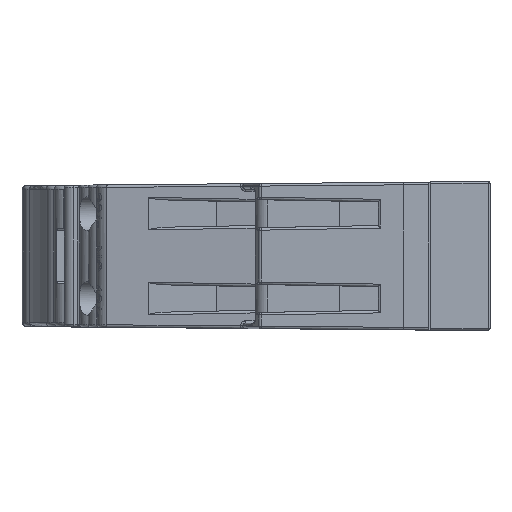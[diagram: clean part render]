
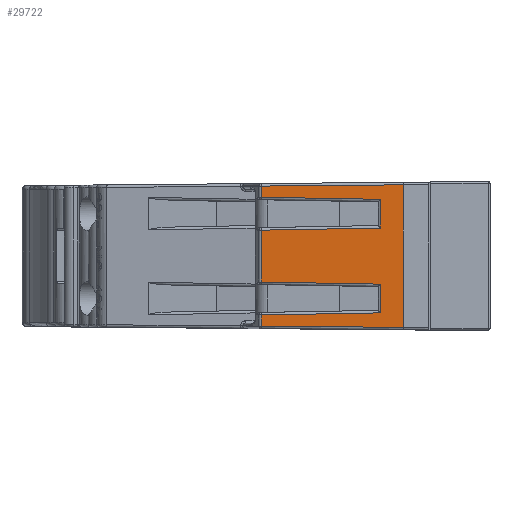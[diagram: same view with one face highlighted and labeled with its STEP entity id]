
A CAD part, left-side view. The second image highlights one B-rep face of the part: STEP entity #29722.
In plain terms, the highlighted planar face has unit normal (-0.998, 0.059, 0).
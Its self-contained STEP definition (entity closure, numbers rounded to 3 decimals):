
#10578 = EDGE_CURVE ( 'NONE', #14634, #14610, #44573, .T. ) ;
#10580 = EDGE_CURVE ( 'NONE', #14631, #14634, #44605, .T. ) ;
#10583 = EDGE_CURVE ( 'NONE', #14629, #14631, #44633, .T. ) ;
#10587 = EDGE_CURVE ( 'NONE', #14627, #14629, #44663, .T. ) ;
#10590 = EDGE_CURVE ( 'NONE', #14625, #14627, #44693, .T. ) ;
#10592 = EDGE_CURVE ( 'NONE', #14623, #14625, #44728, .T. ) ;
#10596 = EDGE_CURVE ( 'NONE', #14621, #14623, #44759, .T. ) ;
#10599 = EDGE_CURVE ( 'NONE', #14618, #14621, #44778, .T. ) ;
#10600 = EDGE_CURVE ( 'NONE', #14616, #14618, #44786, .T. ) ;
#10604 = EDGE_CURVE ( 'NONE', #14614, #14616, #44825, .T. ) ;
#10606 = EDGE_CURVE ( 'NONE', #14603, #14614, #44841, .T. ) ;
#10608 = EDGE_CURVE ( 'NONE', #14610, #14603, #44854, .T. ) ;
#14603 = VERTEX_POINT ( 'NONE', #51358 ) ;
#14610 = VERTEX_POINT ( 'NONE', #51361 ) ;
#14614 = VERTEX_POINT ( 'NONE', #51363 ) ;
#14616 = VERTEX_POINT ( 'NONE', #51364 ) ;
#14618 = VERTEX_POINT ( 'NONE', #51365 ) ;
#14621 = VERTEX_POINT ( 'NONE', #51366 ) ;
#14623 = VERTEX_POINT ( 'NONE', #51367 ) ;
#14625 = VERTEX_POINT ( 'NONE', #51368 ) ;
#14627 = VERTEX_POINT ( 'NONE', #51369 ) ;
#14629 = VERTEX_POINT ( 'NONE', #51370 ) ;
#14631 = VERTEX_POINT ( 'NONE', #51371 ) ;
#14634 = VERTEX_POINT ( 'NONE', #51372 ) ;
#16627 = DIRECTION ( 'NONE',  ( 0., 0., -1. ) ) ;
#16628 = CARTESIAN_POINT ( 'NONE',  ( -44.84, 2.718, 8.75 ) ) ;
#16645 = DIRECTION ( 'NONE',  ( 0.059, 0.998, -0.017 ) ) ;
#16646 = CARTESIAN_POINT ( 'NONE',  ( -44., 16.995, -6.944 ) ) ;
#16659 = DIRECTION ( 'NONE',  ( 0., 0., -1. ) ) ;
#16660 = CARTESIAN_POINT ( 'NONE',  ( -44.013, 16.774, 8.75 ) ) ;
#16673 = DIRECTION ( 'NONE',  ( -0.059, -0.998, -0.009 ) ) ;
#16674 = CARTESIAN_POINT ( 'NONE',  ( -44.991, 0.149, -8.401 ) ) ;
#16697 = DIRECTION ( 'NONE',  ( 0., 0., 1. ) ) ;
#16698 = CARTESIAN_POINT ( 'NONE',  ( -44.999, 0.009, 8.75 ) ) ;
#28142 = AXIS2_PLACEMENT_3D ( 'NONE', #56825, #56830, #56831 ) ;
#28447 = ORIENTED_EDGE ( 'NONE', *, *, #10608, .T. ) ;
#28449 = ORIENTED_EDGE ( 'NONE', *, *, #10606, .T. ) ;
#28450 = ORIENTED_EDGE ( 'NONE', *, *, #10604, .T. ) ;
#28452 = ORIENTED_EDGE ( 'NONE', *, *, #10600, .T. ) ;
#28454 = ORIENTED_EDGE ( 'NONE', *, *, #10599, .T. ) ;
#28455 = ORIENTED_EDGE ( 'NONE', *, *, #10596, .T. ) ;
#28456 = ORIENTED_EDGE ( 'NONE', *, *, #10592, .T. ) ;
#28458 = ORIENTED_EDGE ( 'NONE', *, *, #10590, .T. ) ;
#28459 = ORIENTED_EDGE ( 'NONE', *, *, #10587, .T. ) ;
#28461 = ORIENTED_EDGE ( 'NONE', *, *, #10583, .T. ) ;
#28462 = ORIENTED_EDGE ( 'NONE', *, *, #10580, .T. ) ;
#28464 = ORIENTED_EDGE ( 'NONE', *, *, #10578, .T. ) ;
#29722 = ADVANCED_FACE ( 'NONE', ( #63778 ), #56809, .F. ) ;
#36109 = DIRECTION ( 'NONE',  ( 0.059, 0.998, -0.009 ) ) ;
#36110 = CARTESIAN_POINT ( 'NONE',  ( -44., 16.997, 8.254 ) ) ;
#36135 = DIRECTION ( 'NONE',  ( -0.059, -0.998, -0.017 ) ) ;
#36156 = CARTESIAN_POINT ( 'NONE',  ( -44.988, 0.21, -3.349 ) ) ;
#36161 = DIRECTION ( 'NONE',  ( 0., 0., -1. ) ) ;
#36162 = CARTESIAN_POINT ( 'NONE',  ( -44.013, 16.774, 8.75 ) ) ;
#36177 = DIRECTION ( 'NONE',  ( -0.059, -0.998, -0.017 ) ) ;
#36178 = CARTESIAN_POINT ( 'NONE',  ( -44.998, 0.037, 6.648 ) ) ;
#36231 = DIRECTION ( 'NONE',  ( 0., 0., -1. ) ) ;
#36233 = DIRECTION ( 'NONE',  ( 0.059, 0.998, -0.017 ) ) ;
#36234 = CARTESIAN_POINT ( 'NONE',  ( -44., 16.995, 3.056 ) ) ;
#36242 = CARTESIAN_POINT ( 'NONE',  ( -44.84, 2.718, 8.75 ) ) ;
#36243 = DIRECTION ( 'NONE',  ( 0., 0., -1. ) ) ;
#36244 = CARTESIAN_POINT ( 'NONE',  ( -44.013, 16.774, 8.75 ) ) ;
#44568 = VECTOR ( 'NONE', #16697, 1000. ) ;
#44573 = LINE ( 'NONE', #16698, #44568 ) ;
#44601 = VECTOR ( 'NONE', #16673, 1000. ) ;
#44605 = LINE ( 'NONE', #16674, #44601 ) ;
#44629 = VECTOR ( 'NONE', #16659, 1000. ) ;
#44633 = LINE ( 'NONE', #16660, #44629 ) ;
#44659 = VECTOR ( 'NONE', #16645, 1000. ) ;
#44663 = LINE ( 'NONE', #16646, #44659 ) ;
#44688 = VECTOR ( 'NONE', #16627, 1000. ) ;
#44693 = LINE ( 'NONE', #16628, #44688 ) ;
#44721 = VECTOR ( 'NONE', #36135, 1000. ) ;
#44728 = LINE ( 'NONE', #36156, #44721 ) ;
#44752 = VECTOR ( 'NONE', #36243, 1000. ) ;
#44759 = LINE ( 'NONE', #36244, #44752 ) ;
#44778 = LINE ( 'NONE', #36234, #44784 ) ;
#44784 = VECTOR ( 'NONE', #36233, 1000. ) ;
#44786 = LINE ( 'NONE', #36242, #44793 ) ;
#44793 = VECTOR ( 'NONE', #36231, 1000. ) ;
#44820 = VECTOR ( 'NONE', #36177, 1000. ) ;
#44825 = LINE ( 'NONE', #36178, #44820 ) ;
#44839 = VECTOR ( 'NONE', #36161, 1000. ) ;
#44841 = LINE ( 'NONE', #36162, #44839 ) ;
#44852 = VECTOR ( 'NONE', #36109, 1000. ) ;
#44854 = LINE ( 'NONE', #36110, #44852 ) ;
#51358 = CARTESIAN_POINT ( 'NONE',  ( -44.013, 16.774, 8.256 ) ) ;
#51361 = CARTESIAN_POINT ( 'NONE',  ( -44.999, 0.009, 8.402 ) ) ;
#51363 = CARTESIAN_POINT ( 'NONE',  ( -44.013, 16.774, 6.94 ) ) ;
#51364 = CARTESIAN_POINT ( 'NONE',  ( -44.84, 2.718, 6.695 ) ) ;
#51365 = CARTESIAN_POINT ( 'NONE',  ( -44.84, 2.718, 3.305 ) ) ;
#51366 = CARTESIAN_POINT ( 'NONE',  ( -44.013, 16.774, 3.06 ) ) ;
#51367 = CARTESIAN_POINT ( 'NONE',  ( -44.013, 16.774, -3.06 ) ) ;
#51368 = CARTESIAN_POINT ( 'NONE',  ( -44.84, 2.718, -3.305 ) ) ;
#51369 = CARTESIAN_POINT ( 'NONE',  ( -44.84, 2.718, -6.695 ) ) ;
#51370 = CARTESIAN_POINT ( 'NONE',  ( -44.013, 16.774, -6.94 ) ) ;
#51371 = CARTESIAN_POINT ( 'NONE',  ( -44.013, 16.774, -8.256 ) ) ;
#51372 = CARTESIAN_POINT ( 'NONE',  ( -44.999, 0.009, -8.402 ) ) ;
#56809 = PLANE ( 'NONE',  #28142 ) ;
#56825 = CARTESIAN_POINT ( 'NONE',  ( -45., 0., 8.75 ) ) ;
#56830 = DIRECTION ( 'NONE',  ( 0.998, -0.059, 0. ) ) ;
#56831 = DIRECTION ( 'NONE',  ( 0.059, 0.998, 0. ) ) ;
#58633 = EDGE_LOOP ( 'NONE', ( #28447, #28449, #28450, #28452, #28454, #28455, #28456, #28458, #28459, #28461, #28462, #28464 ) ) ;
#63778 = FACE_OUTER_BOUND ( 'NONE', #58633, .T. ) ;
